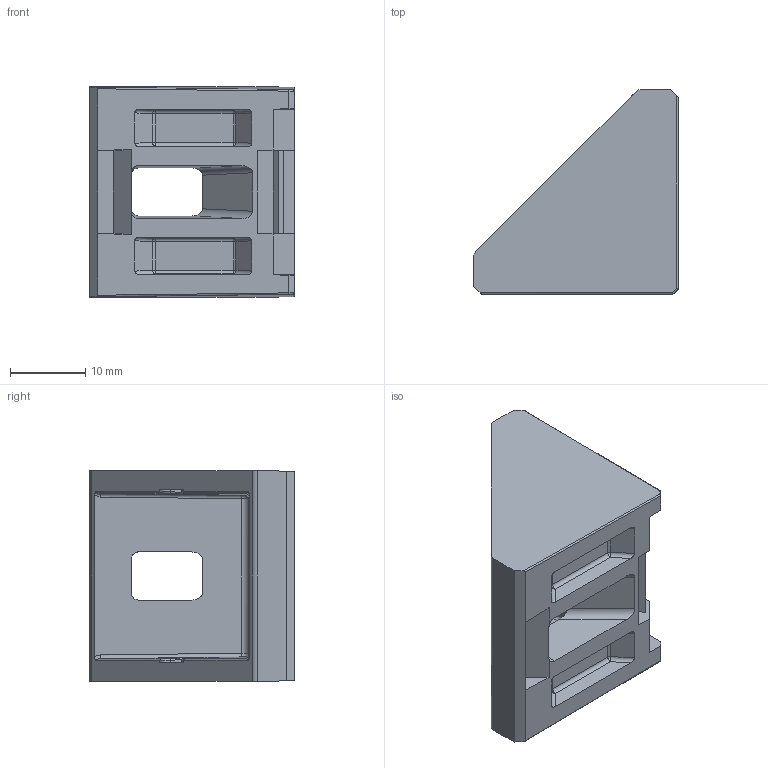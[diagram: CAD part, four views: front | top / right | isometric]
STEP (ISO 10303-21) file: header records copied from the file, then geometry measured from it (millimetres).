
FILE_DESCRIPTION (( 'STEP AP214' ), '1' );
FILE_NAME ('093w303.STEP', '2014-08-20T10:54:43', ( '' ), ( '' ), 'SwSTEP 2.0', 'SolidWorks 2014', '' );
FILE_SCHEMA (( 'AUTOMOTIVE_DESIGN' ));
Length unit declared in the file: millimetre
Products named in the file (1): 093w303
Bounding box: 27.2 x 27.2 x 28 mm (x, y, z)
Volume: 7297.1 mm3; surface area: 4723.2 mm2
Topology: 1 solids, 1 shells, 167 faces, 422 edges, 252 vertices
Faces by surface type: cylinder 69, plane 68, sphere 16, bspline 14
Entity records: 5138 total; most frequent: CARTESIAN_POINT 1398, ORIENTED_EDGE 828, DIRECTION 718, EDGE_CURVE 414, VECTOR 254, LINE 254, VERTEX_POINT 252, AXIS2_PLACEMENT_3D 232
